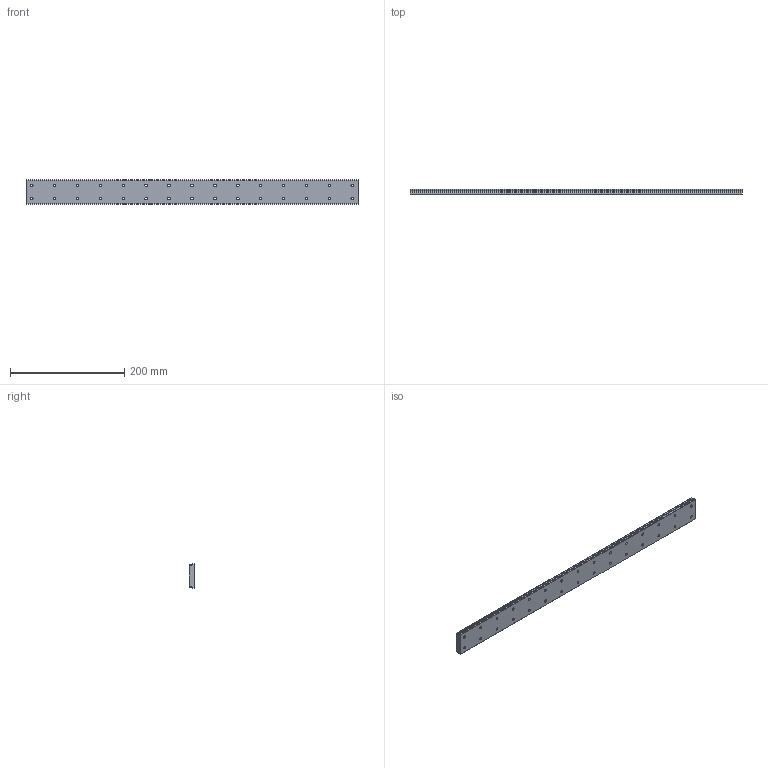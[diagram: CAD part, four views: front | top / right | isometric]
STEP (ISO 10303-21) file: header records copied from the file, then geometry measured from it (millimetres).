
FILE_DESCRIPTION (( 'STEP AP214' ), '1' );
FILE_NAME ('SRS15WSSS-580LM_G10_0_0_0_0_0_1.STEP', '2021-08-10T08:10:37', ( '' ), ( '' ), 'SwSTEP 2.0', 'SolidWorks 2021', '' );
FILE_SCHEMA (( 'AUTOMOTIVE_DESIGN' ));
Length unit declared in the file: millimetre
Products named in the file (2): SRS15WSSS-580LM_G10_0_0_0_0_0_1; _SRS15WS58010 Track
Assembly tree (1 placements, depth 2):
  SRS15WSSS-580LM_G10_0_0_0_0_0_1
    _SRS15WS58010 Track
Bounding box: 580 x 9.5 x 42 mm (x, y, z)
Volume: 213052.5 mm3; surface area: 64611.8 mm2
Topology: 1 solids, 1 shells, 173 faces, 423 edges, 282 vertices
Faces by surface type: cylinder 127, plane 46
Entity records: 5417 total; most frequent: DIRECTION 1031, CARTESIAN_POINT 882, ORIENTED_EDGE 846, AXIS2_PLACEMENT_3D 431, EDGE_CURVE 423, VERTEX_POINT 282, EDGE_LOOP 263, CIRCLE 254
